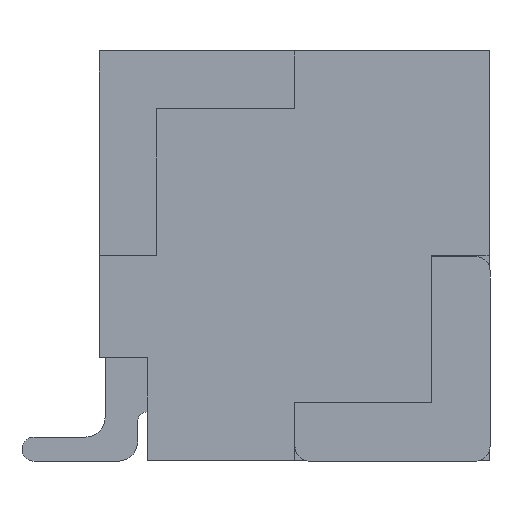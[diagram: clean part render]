
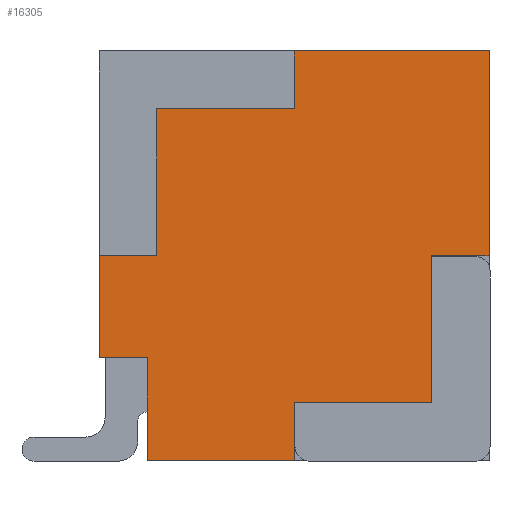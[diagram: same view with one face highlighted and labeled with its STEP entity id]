
A CAD part, left-side view. The second image highlights one B-rep face of the part: STEP entity #16305.
In plain terms, the highlighted planar face has unit normal (-1, 0, 0).
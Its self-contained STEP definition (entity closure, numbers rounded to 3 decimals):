
#68 = CARTESIAN_POINT ( 'NONE',  ( -2.25, -1.012, 3.65 ) ) ;
#122 = VECTOR ( 'NONE', #28411, 1000. ) ;
#193 = EDGE_CURVE ( 'NONE', #3648, #29060, #24041, .T. ) ;
#317 = VERTEX_POINT ( 'NONE', #21464 ) ;
#433 = DIRECTION ( 'NONE',  ( 0., 0., -1. ) ) ;
#661 = VERTEX_POINT ( 'NONE', #3428 ) ;
#949 = CARTESIAN_POINT ( 'NONE',  ( -2.25, 0.512, 0. ) ) ;
#1083 = ORIENTED_EDGE ( 'NONE', *, *, #2835, .F. ) ;
#1528 = CARTESIAN_POINT ( 'NONE',  ( -2.25, 0.412, 2.125 ) ) ;
#1602 = CARTESIAN_POINT ( 'NONE',  ( -2.25, -3.037, 2.125 ) ) ;
#1612 = EDGE_CURVE ( 'NONE', #1956, #18821, #16480, .T. ) ;
#1954 = CARTESIAN_POINT ( 'NONE',  ( -2.25, -3.037, 4.25 ) ) ;
#1956 = VERTEX_POINT ( 'NONE', #1602 ) ;
#2496 = CARTESIAN_POINT ( 'NONE',  ( -2.25, 1.012, 4.25 ) ) ;
#2829 = CARTESIAN_POINT ( 'NONE',  ( -2.25, 1.012, 4.25 ) ) ;
#2835 = EDGE_CURVE ( 'NONE', #33615, #661, #31648, .T. ) ;
#2837 = VECTOR ( 'NONE', #433, 1000. ) ;
#2838 = ORIENTED_EDGE ( 'NONE', *, *, #17892, .F. ) ;
#3428 = CARTESIAN_POINT ( 'NONE',  ( -2.25, -1.012, 0. ) ) ;
#3509 = VECTOR ( 'NONE', #10080, 1000. ) ;
#3648 = VERTEX_POINT ( 'NONE', #7804 ) ;
#3672 = VECTOR ( 'NONE', #23931, 1000. ) ;
#3858 = VERTEX_POINT ( 'NONE', #13891 ) ;
#4420 = CARTESIAN_POINT ( 'NONE',  ( -2.25, -3.037, 2.125 ) ) ;
#4861 = VECTOR ( 'NONE', #24077, 1000. ) ;
#4927 = CARTESIAN_POINT ( 'NONE',  ( -2.25, -2.438, 2.125 ) ) ;
#5111 = ORIENTED_EDGE ( 'NONE', *, *, #34236, .T. ) ;
#5440 = DIRECTION ( 'NONE',  ( 1., 0., 0. ) ) ;
#5551 = EDGE_CURVE ( 'NONE', #3858, #34436, #25364, .T. ) ;
#6492 = CARTESIAN_POINT ( 'NONE',  ( -2.25, -3.037, 4.25 ) ) ;
#6775 = ORIENTED_EDGE ( 'NONE', *, *, #12907, .F. ) ;
#6988 = VERTEX_POINT ( 'NONE', #29255 ) ;
#7489 = VERTEX_POINT ( 'NONE', #15193 ) ;
#7502 = CARTESIAN_POINT ( 'NONE',  ( -2.25, 0.412, 3.65 ) ) ;
#7734 = LINE ( 'NONE', #34419, #4861 ) ;
#7804 = CARTESIAN_POINT ( 'NONE',  ( -2.25, 1.012, 2.125 ) ) ;
#8745 = ORIENTED_EDGE ( 'NONE', *, *, #31651, .F. ) ;
#9401 = DIRECTION ( 'NONE',  ( 0., -1., 0. ) ) ;
#10080 = DIRECTION ( 'NONE',  ( 0., -1., 0. ) ) ;
#10321 = VECTOR ( 'NONE', #14889, 1000. ) ;
#10457 = LINE ( 'NONE', #27032, #29168 ) ;
#10538 = ORIENTED_EDGE ( 'NONE', *, *, #14939, .F. ) ;
#11337 = DIRECTION ( 'NONE',  ( 0., 0., 1. ) ) ;
#12023 = LINE ( 'NONE', #28571, #30780 ) ;
#12635 = VERTEX_POINT ( 'NONE', #30066 ) ;
#12706 = DIRECTION ( 'NONE',  ( 0., -1., 0. ) ) ;
#12868 = DIRECTION ( 'NONE',  ( 0., 0., -1. ) ) ;
#12907 = EDGE_CURVE ( 'NONE', #18821, #7489, #20270, .T. ) ;
#13103 = VECTOR ( 'NONE', #33322, 1000. ) ;
#13597 = FACE_OUTER_BOUND ( 'NONE', #15609, .T. ) ;
#13742 = CARTESIAN_POINT ( 'NONE',  ( -2.25, 0.412, 3.65 ) ) ;
#13891 = CARTESIAN_POINT ( 'NONE',  ( -2.25, 0.412, 2.125 ) ) ;
#14859 = LINE ( 'NONE', #30360, #13103 ) ;
#14883 = EDGE_CURVE ( 'NONE', #34436, #23162, #31381, .T. ) ;
#14889 = DIRECTION ( 'NONE',  ( 0., 1., 0. ) ) ;
#14939 = EDGE_CURVE ( 'NONE', #317, #27061, #12023, .T. ) ;
#15183 = LINE ( 'NONE', #31206, #19878 ) ;
#15193 = CARTESIAN_POINT ( 'NONE',  ( -2.25, -2.437, 0.6 ) ) ;
#15514 = DIRECTION ( 'NONE',  ( 0., 1., 0. ) ) ;
#15609 = EDGE_LOOP ( 'NONE', ( #23915, #33041, #2838, #5111, #1083, #24834, #6775, #18572, #31929, #10538, #8745, #31365, #29264, #19727 ) ) ;
#16004 = CARTESIAN_POINT ( 'NONE',  ( -2.25, -1.012, 0.6 ) ) ;
#16305 = ADVANCED_FACE ( 'NONE', ( #13597 ), #18532, .F. ) ;
#16480 = LINE ( 'NONE', #4420, #10321 ) ;
#16643 = LINE ( 'NONE', #949, #33093 ) ;
#17650 = CARTESIAN_POINT ( 'NONE',  ( -2.25, -2.438, 2.125 ) ) ;
#17892 = EDGE_CURVE ( 'NONE', #6988, #12635, #16643, .T. ) ;
#18532 = PLANE ( 'NONE',  #20172 ) ;
#18572 = ORIENTED_EDGE ( 'NONE', *, *, #1612, .F. ) ;
#18821 = VERTEX_POINT ( 'NONE', #4927 ) ;
#19048 = DIRECTION ( 'NONE',  ( 0., 1., 0. ) ) ;
#19329 = CARTESIAN_POINT ( 'NONE',  ( -2.25, 1.012, 1.063 ) ) ;
#19727 = ORIENTED_EDGE ( 'NONE', *, *, #26087, .F. ) ;
#19878 = VECTOR ( 'NONE', #12706, 1000. ) ;
#19909 = VECTOR ( 'NONE', #15514, 1000. ) ;
#20172 = AXIS2_PLACEMENT_3D ( 'NONE', #2496, #5440, #19048 ) ;
#20270 = LINE ( 'NONE', #17650, #122 ) ;
#20391 = EDGE_CURVE ( 'NONE', #7489, #33615, #7734, .T. ) ;
#20847 = VECTOR ( 'NONE', #12868, 1000. ) ;
#21071 = LINE ( 'NONE', #28711, #19909 ) ;
#21464 = CARTESIAN_POINT ( 'NONE',  ( -2.25, -1.012, 4.25 ) ) ;
#23162 = VERTEX_POINT ( 'NONE', #68 ) ;
#23456 = LINE ( 'NONE', #1954, #20847 ) ;
#23915 = ORIENTED_EDGE ( 'NONE', *, *, #193, .T. ) ;
#23931 = DIRECTION ( 'NONE',  ( 0., 0., -1. ) ) ;
#24041 = LINE ( 'NONE', #2829, #2837 ) ;
#24077 = DIRECTION ( 'NONE',  ( 0., 1., 0. ) ) ;
#24834 = ORIENTED_EDGE ( 'NONE', *, *, #20391, .F. ) ;
#25364 = LINE ( 'NONE', #1528, #25456 ) ;
#25456 = VECTOR ( 'NONE', #34272, 1000. ) ;
#26087 = EDGE_CURVE ( 'NONE', #3648, #3858, #15183, .T. ) ;
#26285 = EDGE_CURVE ( 'NONE', #12635, #29060, #21071, .T. ) ;
#27032 = CARTESIAN_POINT ( 'NONE',  ( -2.25, 1.012, 0. ) ) ;
#27061 = VERTEX_POINT ( 'NONE', #6492 ) ;
#27506 = CARTESIAN_POINT ( 'NONE',  ( -2.25, -1.012, 0.6 ) ) ;
#28411 = DIRECTION ( 'NONE',  ( 0., 0., -1. ) ) ;
#28571 = CARTESIAN_POINT ( 'NONE',  ( -2.25, 1.012, 4.25 ) ) ;
#28711 = CARTESIAN_POINT ( 'NONE',  ( -2.25, 0.512, 1.063 ) ) ;
#29060 = VERTEX_POINT ( 'NONE', #19329 ) ;
#29168 = VECTOR ( 'NONE', #29329, 1000. ) ;
#29255 = CARTESIAN_POINT ( 'NONE',  ( -2.25, 0.512, 0. ) ) ;
#29264 = ORIENTED_EDGE ( 'NONE', *, *, #5551, .F. ) ;
#29329 = DIRECTION ( 'NONE',  ( 0., -1., 0. ) ) ;
#30066 = CARTESIAN_POINT ( 'NONE',  ( -2.25, 0.512, 1.063 ) ) ;
#30360 = CARTESIAN_POINT ( 'NONE',  ( -2.25, -1.012, 3.65 ) ) ;
#30780 = VECTOR ( 'NONE', #9401, 1000. ) ;
#31206 = CARTESIAN_POINT ( 'NONE',  ( -2.25, 1.012, 2.125 ) ) ;
#31208 = EDGE_CURVE ( 'NONE', #27061, #1956, #23456, .T. ) ;
#31365 = ORIENTED_EDGE ( 'NONE', *, *, #14883, .F. ) ;
#31381 = LINE ( 'NONE', #7502, #3509 ) ;
#31648 = LINE ( 'NONE', #16004, #3672 ) ;
#31651 = EDGE_CURVE ( 'NONE', #23162, #317, #14859, .T. ) ;
#31929 = ORIENTED_EDGE ( 'NONE', *, *, #31208, .F. ) ;
#33041 = ORIENTED_EDGE ( 'NONE', *, *, #26285, .F. ) ;
#33093 = VECTOR ( 'NONE', #11337, 1000. ) ;
#33322 = DIRECTION ( 'NONE',  ( 0., 0., 1. ) ) ;
#33615 = VERTEX_POINT ( 'NONE', #27506 ) ;
#34236 = EDGE_CURVE ( 'NONE', #6988, #661, #10457, .T. ) ;
#34272 = DIRECTION ( 'NONE',  ( 0., 0., 1. ) ) ;
#34419 = CARTESIAN_POINT ( 'NONE',  ( -2.25, -2.437, 0.6 ) ) ;
#34436 = VERTEX_POINT ( 'NONE', #13742 ) ;
